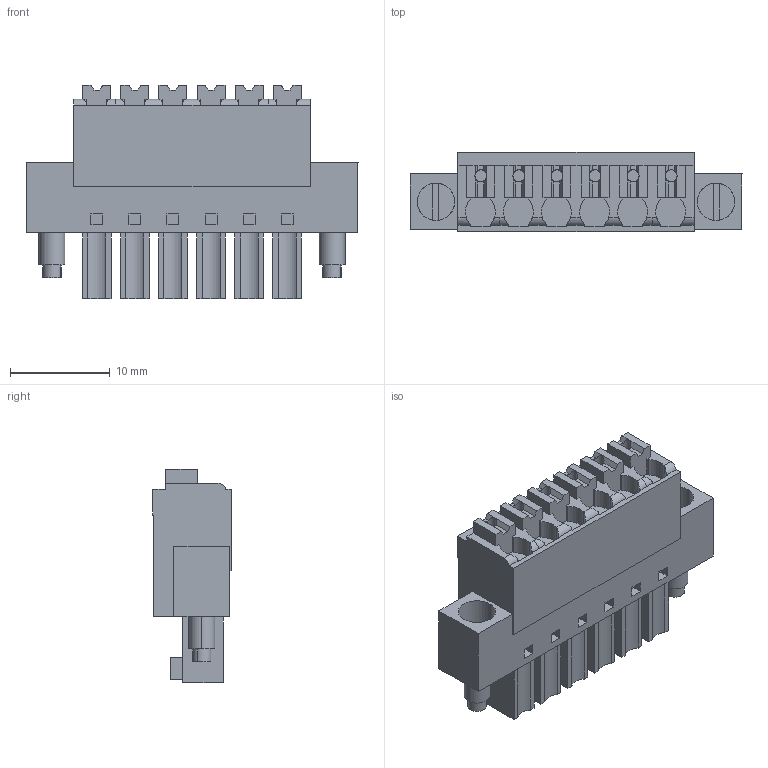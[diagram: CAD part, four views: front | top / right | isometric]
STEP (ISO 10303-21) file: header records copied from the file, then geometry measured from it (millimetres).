
FILE_DESCRIPTION(('CATIA V5 STEP Exchange','CAx-IF Rec.Pracs.--- Model Styling and Organization---1.2---2011-12-15'),'2;1');
FILE_NAME ('D1460677_0', '2017-07-25T13:29:07+00:00', ('none'), ('Weidmueller'), 'CATIA Version 5-6 Release 2014', 'CATIA V5 STEP AP214', 'none');
FILE_SCHEMA(('AUTOMOTIVE_DESIGN { 1 0 10303 214 1 1 1 1 }'));
Length unit declared in the file: millimetre
Products named in the file (1): 1970400000
Bounding box: 33.25 x 7.9 x 21.4 mm (x, y, z)
Volume: 3136.7 mm3; surface area: 3026 mm2
Topology: 9 solids, 9 shells, 414 faces, 1090 edges, 724 vertices
Faces by surface type: plane 325, cylinder 89
Entity records: 12508 total; most frequent: CARTESIAN_POINT 2450, ORIENTED_EDGE 2180, DIRECTION 1594, EDGE_CURVE 1090, VECTOR 858, LINE 858, VERTEX_POINT 724, AXIS2_PLACEMENT_3D 461
